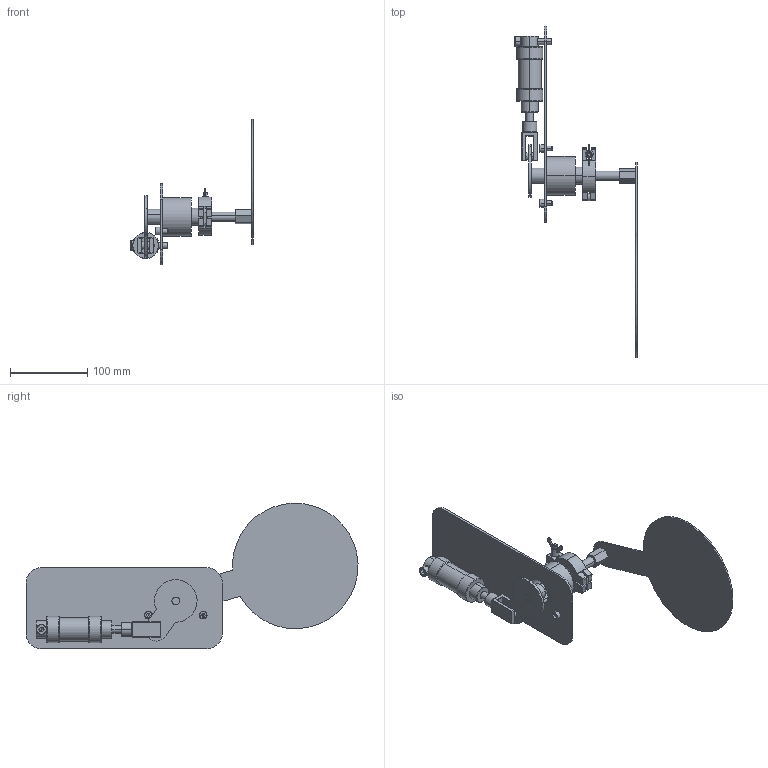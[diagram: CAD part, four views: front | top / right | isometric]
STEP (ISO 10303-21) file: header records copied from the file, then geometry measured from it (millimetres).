
FILE_DESCRIPTION (( 'STEP AP203' ), '1' );
FILE_NAME ('SCHERMO.STEP', '2020-03-01T10:59:32', ( '' ), ( '' ), 'SwSTEP 2.0', 'SolidWorks 2013', '' );
FILE_SCHEMA (( 'CONFIG_CONTROL_DESIGN' ));
Length unit declared in the file: millimetre
Products named in the file (19): Schermo Sorgente Schermo; KF Clamp Vite; Pistone Fisso; KF Clamp Dato; Pistine Albero; Flangia KF 25 Clamp; socket head cap screw_iso_ISO 4762 M8 x 40 --- 28N; Schermo Sogente Base; Schermo Sorgente Passante Base; socket head cap screw_iso_ISO 4762 M6 x 10 --- 10N; Schermo Sorgente Albero; KF 16 Center Ring_KF 16; SCHERMO; Schermo Sorgente Esagono; Schermo Sorgente Base; KF 25 Clamp ; Schermo Sorgente Leva; KF Clamp Snodo
Assembly tree (20 placements, depth 4):
  SCHERMO
    Schermo Sogente Base
      Schermo Sorgente Passante Base
      KF 16 Center Ring_KF 16
      Schermo Sorgente Base
      Flangia KF 25 Clamp
        KF 25 Clamp   x2
        KF Clamp Snodo
        KF Clamp Vite
        KF Clamp Dato
    Schermo Sorgente Schermo
      Schermo Sorgente Albero
      Schermo Sorgente Esagono
      Schermo Sorgente Schermo
      Schermo Sorgente Leva
    Pistone Fisso
    Pistine Albero
    socket head cap screw_iso_ISO 4762 M8 x 40 --- 28N
    socket head cap screw_iso_ISO 4762 M6 x 10 --- 10N  x2
Bounding box: 158.28 x 428.88 x 188.2 mm (x, y, z)
Volume: 306693.7 mm3; surface area: 174141.9 mm2
Topology: 20 solids, 20 shells, 494 faces, 1119 edges, 677 vertices
Faces by surface type: cylinder 193, plane 181, cone 68, torus 42, bspline 10
Entity records: 13463 total; most frequent: CARTESIAN_POINT 2344, DIRECTION 2068, ORIENTED_EDGE 1742, EDGE_CURVE 871, AXIS2_PLACEMENT_3D 823, VERTEX_POINT 535, EDGE_LOOP 460, LINE 422
